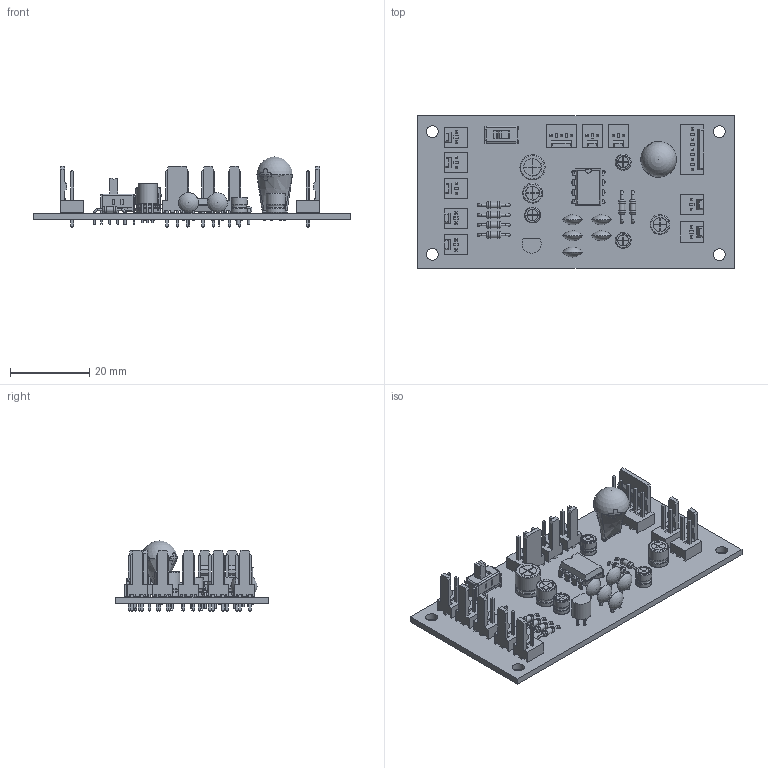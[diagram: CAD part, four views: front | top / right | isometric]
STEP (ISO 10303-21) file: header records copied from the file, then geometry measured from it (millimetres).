
FILE_DESCRIPTION(('KiCad electronic assembly'),'2;1');
FILE_NAME('Ampflicador-3out-v2.step','2024-06-06T08:36:11',('Pcbnew'),( 'Kicad'),'Open CASCADE STEP processor 7.7','KiCad to STEP converter' ,'Unknown');
FILE_SCHEMA(('AUTOMOTIVE_DESIGN { 1 0 10303 214 1 1 1 1 }'));
Length unit declared in the file: millimetre
Products named in the file (26): Ampflicador-3out-v2 1; Molex_KK-254_AE-6410-02A_1x02_P2.54mm_Vertical; Molex_AE_6410_02A; CP_Radial_D4.0mm_P1.50mm; CP_Radial_D40mm_P150mm; R_Axial_DIN0204_L3.6mm_D1.6mm_P7.62mm_Horizontal; R_Axial_DIN0204_L36mm_D16mm_P762mm_Horizontal; TO-92; TO-92_Narrow; CP_Radial_D6.3mm_P2.50mm; CP_Radial_D63mm_P250mm; C_Disc_D5.0mm_W2.5mm_P2.50mm; C_Disc_D50mm_W25mm_P250mm; DIP-8_W7.62mm; Molex_KK-254_AE-6410-05A_1x05_P2.54mm_Vertical; Molex_AE_6410_05A; SW_Slide_SPDT_Straight_CK_OS102011MS2Q; CP_Radial_D5.0mm_P2.50mm; CP_Radial_D50mm_P250mm; CP_Radial_Tantal_D9.0mm_P5.00mm; CP_Radial_Tantal_D90mm_P500mm; Molex_KK-254_AE-6410-03A_1x03_P2.54mm_Vertical; Molex_AE_6410_03A; _autosave-Ampflicador-3out-v2_PCB
Assembly tree (45 placements, depth 3):
  Ampflicador-3out-v2 1
    Molex_KK-254_AE-6410-02A_1x02_P2.54mm_Vertical  x9
      Molex_AE_6410_02A
    CP_Radial_D4.0mm_P1.50mm  x3
      CP_Radial_D40mm_P150mm
    R_Axial_DIN0204_L3.6mm_D1.6mm_P7.62mm_Horizontal  x6
      R_Axial_DIN0204_L36mm_D16mm_P762mm_Horizontal
    TO-92
      TO-92_Narrow
    CP_Radial_D6.3mm_P2.50mm
      CP_Radial_D63mm_P250mm
    C_Disc_D5.0mm_W2.5mm_P2.50mm  x5
      C_Disc_D50mm_W25mm_P250mm
    DIP-8_W7.62mm
      DIP-8_W7.62mm
    Molex_KK-254_AE-6410-05A_1x05_P2.54mm_Vertical
      Molex_AE_6410_05A
    SW_Slide_SPDT_Straight_CK_OS102011MS2Q
      SW_Slide_SPDT_Straight_CK_OS102011MS2Q
    CP_Radial_D5.0mm_P2.50mm  x2
      CP_Radial_D50mm_P250mm
    CP_Radial_Tantal_D9.0mm_P5.00mm
      CP_Radial_Tantal_D90mm_P500mm
    Molex_KK-254_AE-6410-03A_1x03_P2.54mm_Vertical
      Molex_AE_6410_03A
    _autosave-Ampflicador-3out-v2_PCB
Bounding box: 79.8 x 38.4 x 17.66 mm (x, y, z)
Volume: 7849.9 mm3; surface area: 12784.2 mm2
Topology: 38 solids, 44 shells, 1798 faces, 4373 edges, 2746 vertices
Faces by surface type: plane 1372, cylinder 276, bspline 67, torus 38, revolution 32, sphere 13
Full cylindrical faces by diameter (mm): 0.3 x6, 0.5 x42, 0.6 x6, 0.7 x12, 0.75 x3, 0.8 x29, 1.19 x26, 1.44 x6, 1.6 x12, 3 x4
Entity records: 42433 total; most frequent: CARTESIAN_POINT 11114, ORIENTED_EDGE 5018, DIRECTION 4821, EDGE_CURVE 2509, LINE 1904, VECTOR 1904, VERTEX_POINT 1575, AXIS2_PLACEMENT_3D 1451
